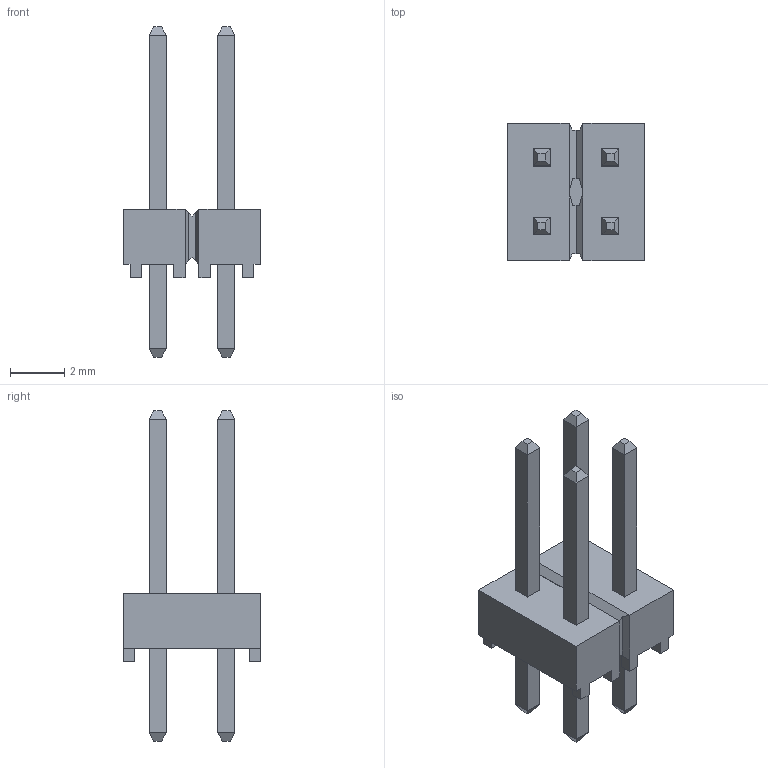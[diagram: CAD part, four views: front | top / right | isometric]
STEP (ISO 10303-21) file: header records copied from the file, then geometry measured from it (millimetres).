
FILE_DESCRIPTION(('FreeCAD Model'),'2;1');
FILE_NAME('TSW-102-24-G-D.stp','2016-08-25T22:10:12',('Author'),('' ),'Open CASCADE STEP processor 6.8','FreeCAD','Unknown');
FILE_SCHEMA(('AUTOMOTIVE_DESIGN_CC2 { 1 2 10303 214 -1 1 5 4 }'));
Length unit declared in the file: millimetre
Products named in the file (2): ASSEMBLY; TSW-102-24-G-D
Assembly tree (1 placements, depth 2):
  ASSEMBLY
    TSW-102-24-G-D
Bounding box: 5.08 x 5.08 x 12.19 mm (x, y, z)
Volume: 67.5 mm3; surface area: 206.2 mm2
Topology: 1 solids, 1 shells, 142 faces, 344 edges, 212 vertices
Faces by surface type: plane 142
Entity records: 9489 total; most frequent: CARTESIAN_POINT 1388, DIRECTION 1320, LINE 1032, VECTOR 1032, ORIENTED_EDGE 688, PCURVE 688, DEFINITIONAL_REPRESENTATION 688, EDGE_CURVE 344
